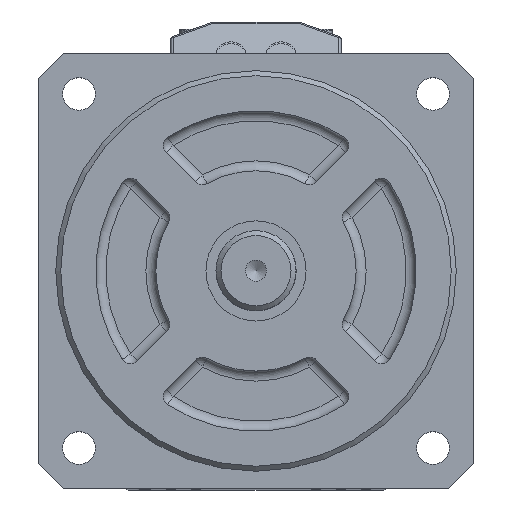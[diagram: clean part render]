
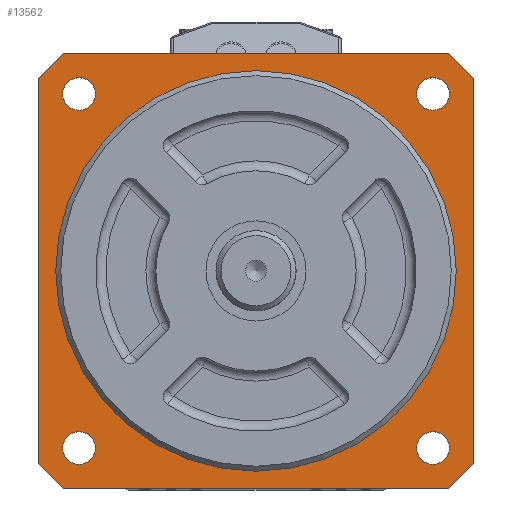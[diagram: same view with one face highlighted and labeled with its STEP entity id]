
A CAD part, top view. The second image highlights one B-rep face of the part: STEP entity #13562.
In plain terms, the highlighted planar face has unit normal (0, 0, 1).
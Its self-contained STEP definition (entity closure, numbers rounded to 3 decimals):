
#18 = ORIENTED_EDGE ( 'NONE', *, *, #12828, .T. ) ;
#286 = ORIENTED_EDGE ( 'NONE', *, *, #1400, .F. ) ;
#509 = DIRECTION ( 'NONE',  ( 1., 0., 0. ) ) ;
#809 = VERTEX_POINT ( 'NONE', #8179 ) ;
#828 = AXIS2_PLACEMENT_3D ( 'NONE', #4055, #9556, #4152 ) ;
#1115 = ORIENTED_EDGE ( 'NONE', *, *, #3589, .T. ) ;
#1200 = ORIENTED_EDGE ( 'NONE', *, *, #10028, .T. ) ;
#1248 = ORIENTED_EDGE ( 'NONE', *, *, #11998, .F. ) ;
#1254 = DIRECTION ( 'NONE',  ( -0.707, 0.707, 0. ) ) ;
#1326 = DIRECTION ( 'NONE',  ( -0.707, -0.707, 0. ) ) ;
#1400 = EDGE_CURVE ( 'NONE', #13705, #13705, #5916, .T. ) ;
#1407 = EDGE_LOOP ( 'NONE', ( #3555 ) ) ;
#1540 = AXIS2_PLACEMENT_3D ( 'NONE', #3806, #16718, #6788 ) ;
#1542 = EDGE_CURVE ( 'NONE', #809, #17764, #3882, .T. ) ;
#1890 = ORIENTED_EDGE ( 'NONE', *, *, #10260, .T. ) ;
#1921 = CARTESIAN_POINT ( 'NONE',  ( -78.562, -197.479, -191.493 ) ) ;
#1924 = FACE_OUTER_BOUND ( 'NONE', #5423, .T. ) ;
#2066 = DIRECTION ( 'NONE',  ( 0., 0., 1. ) ) ;
#2108 = DIRECTION ( 'NONE',  ( 0., -1., 0. ) ) ;
#2183 = EDGE_CURVE ( 'NONE', #5555, #12574, #13156, .T. ) ;
#2215 = EDGE_LOOP ( 'NONE', ( #1248 ) ) ;
#2276 = CARTESIAN_POINT ( 'NONE',  ( -83.562, -279.479, -191.493 ) ) ;
#2323 = AXIS2_PLACEMENT_3D ( 'NONE', #3859, #17318, #14521 ) ;
#2340 = EDGE_LOOP ( 'NONE', ( #286 ) ) ;
#2346 = EDGE_CURVE ( 'NONE', #17866, #17866, #7991, .T. ) ;
#2787 = VECTOR ( 'NONE', #6270, 1000. ) ;
#2804 = VECTOR ( 'NONE', #509, 1000. ) ;
#2817 = VERTEX_POINT ( 'NONE', #14920 ) ;
#3450 = CARTESIAN_POINT ( 'NONE',  ( -78.562, -284.479, -191.493 ) ) ;
#3555 = ORIENTED_EDGE ( 'NONE', *, *, #12698, .F. ) ;
#3589 = EDGE_CURVE ( 'NONE', #17764, #4849, #8685, .T. ) ;
#3806 = CARTESIAN_POINT ( 'NONE',  ( -75.418, -205.624, -191.493 ) ) ;
#3859 = CARTESIAN_POINT ( 'NONE',  ( -75.418, -276.335, -191.493 ) ) ;
#3882 = LINE ( 'NONE', #15077, #12256 ) ;
#4055 = CARTESIAN_POINT ( 'NONE',  ( -40.062, -240.979, -191.493 ) ) ;
#4113 = CARTESIAN_POINT ( 'NONE',  ( 3.438, -202.479, -191.493 ) ) ;
#4152 = DIRECTION ( 'NONE',  ( 1., 0., 0. ) ) ;
#4298 = DIRECTION ( 'NONE',  ( 0., 1., 0. ) ) ;
#4481 = VECTOR ( 'NONE', #11226, 1000. ) ;
#4822 = ORIENTED_EDGE ( 'NONE', *, *, #9242, .T. ) ;
#4849 = VERTEX_POINT ( 'NONE', #11915 ) ;
#4990 = CARTESIAN_POINT ( 'NONE',  ( 0., 0., -191.493 ) ) ;
#5106 = VERTEX_POINT ( 'NONE', #7385 ) ;
#5291 = VECTOR ( 'NONE', #5532, 1000. ) ;
#5308 = CARTESIAN_POINT ( 'NONE',  ( -0.062, -240.979, -191.493 ) ) ;
#5423 = EDGE_LOOP ( 'NONE', ( #18, #1890, #10108, #11228, #4822, #1200, #15336, #1115 ) ) ;
#5532 = DIRECTION ( 'NONE',  ( 0.707, 0.707, 0. ) ) ;
#5555 = VERTEX_POINT ( 'NONE', #3450 ) ;
#5565 = VECTOR ( 'NONE', #2108, 1000. ) ;
#5577 = CARTESIAN_POINT ( 'NONE',  ( -1.457, -205.624, -191.493 ) ) ;
#5641 = EDGE_LOOP ( 'NONE', ( #11150 ) ) ;
#5916 = CIRCLE ( 'NONE', #14281, 3.25 ) ;
#6270 = DIRECTION ( 'NONE',  ( 0.707, -0.707, 0. ) ) ;
#6282 = CARTESIAN_POINT ( 'NONE',  ( -83.562, -202.479, -191.493 ) ) ;
#6350 = FACE_BOUND ( 'NONE', #2340, .T. ) ;
#6387 = CIRCLE ( 'NONE', #2323, 3.25 ) ;
#6580 = CARTESIAN_POINT ( 'NONE',  ( -1.562, -197.479, -191.493 ) ) ;
#6788 = DIRECTION ( 'NONE',  ( 1., 0., 0. ) ) ;
#7385 = CARTESIAN_POINT ( 'NONE',  ( -83.562, -202.479, -191.493 ) ) ;
#7847 = AXIS2_PLACEMENT_3D ( 'NONE', #4990, #17107, #11948 ) ;
#7991 = CIRCLE ( 'NONE', #10315, 3.25 ) ;
#8087 = CARTESIAN_POINT ( 'NONE',  ( -1.457, -276.335, -191.493 ) ) ;
#8145 = CARTESIAN_POINT ( 'NONE',  ( 3.438, -279.479, -191.493 ) ) ;
#8179 = CARTESIAN_POINT ( 'NONE',  ( 3.438, -202.479, -191.493 ) ) ;
#8685 = LINE ( 'NONE', #1921, #4481 ) ;
#9066 = LINE ( 'NONE', #6282, #5565 ) ;
#9144 = FACE_BOUND ( 'NONE', #9678, .T. ) ;
#9172 = CARTESIAN_POINT ( 'NONE',  ( -78.562, -284.479, -191.493 ) ) ;
#9225 = FACE_BOUND ( 'NONE', #2215, .T. ) ;
#9242 = EDGE_CURVE ( 'NONE', #12574, #2817, #15015, .T. ) ;
#9556 = DIRECTION ( 'NONE',  ( 0., 0., 1. ) ) ;
#9678 = EDGE_LOOP ( 'NONE', ( #12035 ) ) ;
#10028 = EDGE_CURVE ( 'NONE', #2817, #809, #16672, .T. ) ;
#10108 = ORIENTED_EDGE ( 'NONE', *, *, #14726, .T. ) ;
#10260 = EDGE_CURVE ( 'NONE', #5106, #16600, #9066, .T. ) ;
#10315 = AXIS2_PLACEMENT_3D ( 'NONE', #16482, #10704, #14763 ) ;
#10365 = CARTESIAN_POINT ( 'NONE',  ( -83.562, -279.479, -191.493 ) ) ;
#10408 = PLANE ( 'NONE',  #7847 ) ;
#10599 = LINE ( 'NONE', #2276, #2787 ) ;
#10704 = DIRECTION ( 'NONE',  ( 0., 0., 1. ) ) ;
#10903 = CARTESIAN_POINT ( 'NONE',  ( -72.168, -276.335, -191.493 ) ) ;
#10926 = CIRCLE ( 'NONE', #828, 40. ) ;
#11150 = ORIENTED_EDGE ( 'NONE', *, *, #2346, .F. ) ;
#11162 = LINE ( 'NONE', #16590, #13021 ) ;
#11226 = DIRECTION ( 'NONE',  ( -1., 0., 0. ) ) ;
#11228 = ORIENTED_EDGE ( 'NONE', *, *, #2183, .T. ) ;
#11915 = CARTESIAN_POINT ( 'NONE',  ( -78.562, -197.479, -191.493 ) ) ;
#11948 = DIRECTION ( 'NONE',  ( -1., 0., 0. ) ) ;
#11998 = EDGE_CURVE ( 'NONE', #14965, #14965, #15683, .T. ) ;
#12035 = ORIENTED_EDGE ( 'NONE', *, *, #16356, .F. ) ;
#12256 = VECTOR ( 'NONE', #1254, 1000. ) ;
#12574 = VERTEX_POINT ( 'NONE', #12909 ) ;
#12698 = EDGE_CURVE ( 'NONE', #13521, #13521, #6387, .T. ) ;
#12828 = EDGE_CURVE ( 'NONE', #4849, #5106, #11162, .T. ) ;
#12909 = CARTESIAN_POINT ( 'NONE',  ( -1.562, -284.479, -191.493 ) ) ;
#13021 = VECTOR ( 'NONE', #1326, 1000. ) ;
#13130 = FACE_BOUND ( 'NONE', #5641, .T. ) ;
#13156 = LINE ( 'NONE', #9172, #2804 ) ;
#13274 = DIRECTION ( 'NONE',  ( 1., 0., 0. ) ) ;
#13521 = VERTEX_POINT ( 'NONE', #10903 ) ;
#13562 = ADVANCED_FACE ( 'NONE', ( #9225, #13130, #17370, #9144, #1924, #6350 ), #10408, .F. ) ;
#13705 = VERTEX_POINT ( 'NONE', #5577 ) ;
#13916 = VECTOR ( 'NONE', #4298, 1000. ) ;
#14281 = AXIS2_PLACEMENT_3D ( 'NONE', #17258, #2066, #13274 ) ;
#14521 = DIRECTION ( 'NONE',  ( 1., 0., 0. ) ) ;
#14726 = EDGE_CURVE ( 'NONE', #16600, #5555, #10599, .T. ) ;
#14763 = DIRECTION ( 'NONE',  ( 1., 0., 0. ) ) ;
#14920 = CARTESIAN_POINT ( 'NONE',  ( 3.438, -279.479, -191.493 ) ) ;
#14965 = VERTEX_POINT ( 'NONE', #16423 ) ;
#15015 = LINE ( 'NONE', #8145, #5291 ) ;
#15077 = CARTESIAN_POINT ( 'NONE',  ( -1.562, -197.479, -191.493 ) ) ;
#15328 = VERTEX_POINT ( 'NONE', #5308 ) ;
#15336 = ORIENTED_EDGE ( 'NONE', *, *, #1542, .T. ) ;
#15683 = CIRCLE ( 'NONE', #1540, 3.25 ) ;
#16356 = EDGE_CURVE ( 'NONE', #15328, #15328, #10926, .T. ) ;
#16423 = CARTESIAN_POINT ( 'NONE',  ( -72.168, -205.624, -191.493 ) ) ;
#16482 = CARTESIAN_POINT ( 'NONE',  ( -4.707, -276.335, -191.493 ) ) ;
#16590 = CARTESIAN_POINT ( 'NONE',  ( -83.562, -202.479, -191.493 ) ) ;
#16600 = VERTEX_POINT ( 'NONE', #10365 ) ;
#16672 = LINE ( 'NONE', #4113, #13916 ) ;
#16718 = DIRECTION ( 'NONE',  ( 0., 0., 1. ) ) ;
#17107 = DIRECTION ( 'NONE',  ( 0., 0., -1. ) ) ;
#17258 = CARTESIAN_POINT ( 'NONE',  ( -4.707, -205.624, -191.493 ) ) ;
#17318 = DIRECTION ( 'NONE',  ( 0., 0., 1. ) ) ;
#17370 = FACE_BOUND ( 'NONE', #1407, .T. ) ;
#17764 = VERTEX_POINT ( 'NONE', #6580 ) ;
#17866 = VERTEX_POINT ( 'NONE', #8087 ) ;
